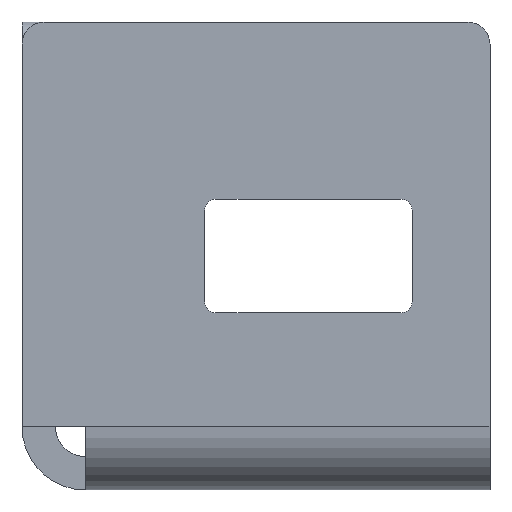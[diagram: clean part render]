
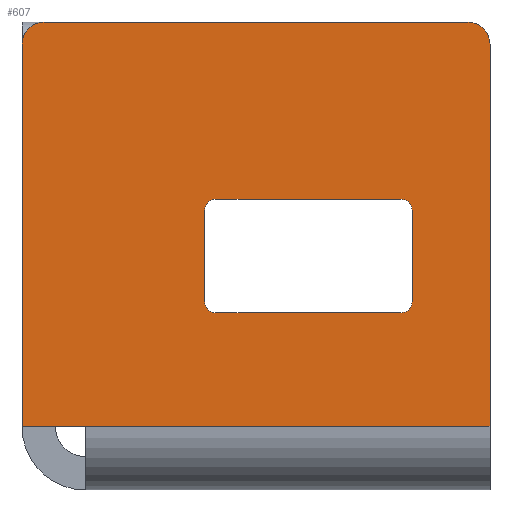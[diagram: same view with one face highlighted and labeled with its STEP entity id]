
A CAD part, front view. The second image highlights one B-rep face of the part: STEP entity #607.
In plain terms, the highlighted planar face has unit normal (0, -1, 0).
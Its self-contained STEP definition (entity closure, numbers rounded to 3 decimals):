
#4 = FACE_OUTER_BOUND ( 'NONE', #79, .T. ) ;
#9 = DIRECTION ( 'NONE',  ( 0., 0., 1. ) ) ;
#73 = CARTESIAN_POINT ( 'NONE',  ( 16.4, 0., 22.1 ) ) ;
#75 = AXIS2_PLACEMENT_3D ( 'NONE', #814, #1446, #654 ) ;
#79 = EDGE_LOOP ( 'NONE', ( #1403, #445, #278, #772, #1157, #273, #211 ) ) ;
#97 = LINE ( 'NONE', #1259, #399 ) ;
#113 = CIRCLE ( 'NONE', #927, 1. ) ;
#179 = CARTESIAN_POINT ( 'NONE',  ( 2., 0., 37. ) ) ;
#190 = DIRECTION ( 'NONE',  ( 1., 0., 0. ) ) ;
#197 = VERTEX_POINT ( 'NONE', #586 ) ;
#200 = VERTEX_POINT ( 'NONE', #292 ) ;
#201 = LINE ( 'NONE', #248, #526 ) ;
#207 = VERTEX_POINT ( 'NONE', #1274 ) ;
#211 = ORIENTED_EDGE ( 'NONE', *, *, #770, .T. ) ;
#218 = EDGE_CURVE ( 'NONE', #645, #1369, #97, .T. ) ;
#224 = ORIENTED_EDGE ( 'NONE', *, *, #1238, .T. ) ;
#233 = PLANE ( 'NONE',  #1043 ) ;
#248 = CARTESIAN_POINT ( 'NONE',  ( 0., 0., 2.7 ) ) ;
#254 = LINE ( 'NONE', #1063, #516 ) ;
#258 = ORIENTED_EDGE ( 'NONE', *, *, #218, .T. ) ;
#270 = CARTESIAN_POINT ( 'NONE',  ( 34., 0., 12.9 ) ) ;
#273 = ORIENTED_EDGE ( 'NONE', *, *, #294, .T. ) ;
#278 = ORIENTED_EDGE ( 'NONE', *, *, #1221, .T. ) ;
#292 = CARTESIAN_POINT ( 'NONE',  ( 42., 0., 37. ) ) ;
#294 = EDGE_CURVE ( 'NONE', #197, #200, #658, .T. ) ;
#310 = DIRECTION ( 'NONE',  ( 1., 0., 0. ) ) ;
#343 = EDGE_CURVE ( 'NONE', #901, #1265, #885, .T. ) ;
#352 = CARTESIAN_POINT ( 'NONE',  ( 40., 0., 37. ) ) ;
#368 = DIRECTION ( 'NONE',  ( 0., 1., 0. ) ) ;
#377 = DIRECTION ( 'NONE',  ( 0., 1., 0. ) ) ;
#399 = VECTOR ( 'NONE', #190, 1000. ) ;
#410 = VERTEX_POINT ( 'NONE', #947 ) ;
#424 = CARTESIAN_POINT ( 'NONE',  ( 0., 0., 37. ) ) ;
#427 = VERTEX_POINT ( 'NONE', #524 ) ;
#429 = CARTESIAN_POINT ( 'NONE',  ( 16.4, 0., 13.9 ) ) ;
#439 = VERTEX_POINT ( 'NONE', #1248 ) ;
#445 = ORIENTED_EDGE ( 'NONE', *, *, #1196, .T. ) ;
#456 = VERTEX_POINT ( 'NONE', #1398 ) ;
#457 = CARTESIAN_POINT ( 'NONE',  ( 42., 0., 2.7 ) ) ;
#489 = EDGE_CURVE ( 'NONE', #1369, #427, #1046, .T. ) ;
#493 = ORIENTED_EDGE ( 'NONE', *, *, #489, .T. ) ;
#505 = ORIENTED_EDGE ( 'NONE', *, *, #343, .T. ) ;
#516 = VECTOR ( 'NONE', #620, 1000. ) ;
#520 = ORIENTED_EDGE ( 'NONE', *, *, #1048, .T. ) ;
#524 = CARTESIAN_POINT ( 'NONE',  ( 35., 0., 22.1 ) ) ;
#526 = VECTOR ( 'NONE', #1441, 1000. ) ;
#534 = EDGE_CURVE ( 'NONE', #1265, #645, #709, .T. ) ;
#539 = ORIENTED_EDGE ( 'NONE', *, *, #1086, .T. ) ;
#558 = DIRECTION ( 'NONE',  ( 0., 0., 1. ) ) ;
#582 = VECTOR ( 'NONE', #310, 1000. ) ;
#586 = CARTESIAN_POINT ( 'NONE',  ( 42., 0., 2.7 ) ) ;
#606 = CARTESIAN_POINT ( 'NONE',  ( 5.7, 0., 2.7 ) ) ;
#607 = ADVANCED_FACE ( 'NONE', ( #1012, #4 ), #233, .F. ) ;
#620 = DIRECTION ( 'NONE',  ( 0., 0., -1. ) ) ;
#621 = LINE ( 'NONE', #457, #582 ) ;
#627 = DIRECTION ( 'NONE',  ( 0., 1., 0. ) ) ;
#635 = CIRCLE ( 'NONE', #1077, 1. ) ;
#637 = CARTESIAN_POINT ( 'NONE',  ( 16.4, 0., 13.9 ) ) ;
#645 = VERTEX_POINT ( 'NONE', #1107 ) ;
#647 = CARTESIAN_POINT ( 'NONE',  ( 0., 0., 39. ) ) ;
#654 = DIRECTION ( 'NONE',  ( 0., 0., 1. ) ) ;
#657 = ORIENTED_EDGE ( 'NONE', *, *, #534, .T. ) ;
#658 = LINE ( 'NONE', #1093, #964 ) ;
#686 = CARTESIAN_POINT ( 'NONE',  ( 17.4, 0., 12.9 ) ) ;
#706 = EDGE_CURVE ( 'NONE', #197, #1162, #201, .T. ) ;
#709 = CIRCLE ( 'NONE', #75, 1. ) ;
#713 = ORIENTED_EDGE ( 'NONE', *, *, #730, .T. ) ;
#721 = DIRECTION ( 'NONE',  ( 0., 0., 1. ) ) ;
#723 = DIRECTION ( 'NONE',  ( 0., 0., -1. ) ) ;
#730 = EDGE_CURVE ( 'NONE', #1147, #456, #1354, .T. ) ;
#744 = VECTOR ( 'NONE', #1365, 1000. ) ;
#770 = EDGE_CURVE ( 'NONE', #200, #439, #1287, .T. ) ;
#772 = ORIENTED_EDGE ( 'NONE', *, *, #862, .T. ) ;
#802 = LINE ( 'NONE', #1312, #839 ) ;
#805 = DIRECTION ( 'NONE',  ( 0., 0., -1. ) ) ;
#814 = CARTESIAN_POINT ( 'NONE',  ( 17.4, 0., 22.1 ) ) ;
#831 = DIRECTION ( 'NONE',  ( 0., -1., 0. ) ) ;
#839 = VECTOR ( 'NONE', #723, 1000. ) ;
#841 = CARTESIAN_POINT ( 'NONE',  ( 0., 0., 2.7 ) ) ;
#862 = EDGE_CURVE ( 'NONE', #1315, #1162, #621, .T. ) ;
#866 = EDGE_LOOP ( 'NONE', ( #258, #493, #224, #520, #713, #539, #505, #657 ) ) ;
#885 = LINE ( 'NONE', #429, #1452 ) ;
#901 = VERTEX_POINT ( 'NONE', #637 ) ;
#906 = AXIS2_PLACEMENT_3D ( 'NONE', #1031, #368, #1142 ) ;
#927 = AXIS2_PLACEMENT_3D ( 'NONE', #1198, #627, #1070 ) ;
#947 = CARTESIAN_POINT ( 'NONE',  ( 35., 0., 13.9 ) ) ;
#959 = AXIS2_PLACEMENT_3D ( 'NONE', #352, #1251, #993 ) ;
#964 = VECTOR ( 'NONE', #9, 1000. ) ;
#993 = DIRECTION ( 'NONE',  ( 0., 0., 1. ) ) ;
#1012 = FACE_BOUND ( 'NONE', #866, .T. ) ;
#1031 = CARTESIAN_POINT ( 'NONE',  ( 34., 0., 22.1 ) ) ;
#1032 = DIRECTION ( 'NONE',  ( 0., 0., 1. ) ) ;
#1043 = AXIS2_PLACEMENT_3D ( 'NONE', #1458, #1343, #558 ) ;
#1046 = CIRCLE ( 'NONE', #906, 1. ) ;
#1048 = EDGE_CURVE ( 'NONE', #410, #1147, #113, .T. ) ;
#1057 = VECTOR ( 'NONE', #1267, 1000. ) ;
#1063 = CARTESIAN_POINT ( 'NONE',  ( 0., 0., 0. ) ) ;
#1070 = DIRECTION ( 'NONE',  ( 0., 0., -1. ) ) ;
#1077 = AXIS2_PLACEMENT_3D ( 'NONE', #1146, #377, #805 ) ;
#1086 = EDGE_CURVE ( 'NONE', #456, #901, #635, .T. ) ;
#1093 = CARTESIAN_POINT ( 'NONE',  ( 42., 0., 0. ) ) ;
#1107 = CARTESIAN_POINT ( 'NONE',  ( 17.4, 0., 23.1 ) ) ;
#1141 = CIRCLE ( 'NONE', #1202, 2. ) ;
#1142 = DIRECTION ( 'NONE',  ( 0., 0., -1. ) ) ;
#1146 = CARTESIAN_POINT ( 'NONE',  ( 17.4, 0., 13.9 ) ) ;
#1147 = VERTEX_POINT ( 'NONE', #270 ) ;
#1157 = ORIENTED_EDGE ( 'NONE', *, *, #706, .F. ) ;
#1162 = VERTEX_POINT ( 'NONE', #606 ) ;
#1196 = EDGE_CURVE ( 'NONE', #207, #1368, #1141, .T. ) ;
#1198 = CARTESIAN_POINT ( 'NONE',  ( 34., 0., 13.9 ) ) ;
#1202 = AXIS2_PLACEMENT_3D ( 'NONE', #179, #831, #721 ) ;
#1221 = EDGE_CURVE ( 'NONE', #1368, #1315, #254, .T. ) ;
#1238 = EDGE_CURVE ( 'NONE', #427, #410, #802, .T. ) ;
#1248 = CARTESIAN_POINT ( 'NONE',  ( 40., 0., 39. ) ) ;
#1251 = DIRECTION ( 'NONE',  ( 0., -1., 0. ) ) ;
#1259 = CARTESIAN_POINT ( 'NONE',  ( 17.4, 0., 23.1 ) ) ;
#1265 = VERTEX_POINT ( 'NONE', #73 ) ;
#1267 = DIRECTION ( 'NONE',  ( -1., 0., 0. ) ) ;
#1274 = CARTESIAN_POINT ( 'NONE',  ( 2., 0., 39. ) ) ;
#1287 = CIRCLE ( 'NONE', #959, 2. ) ;
#1312 = CARTESIAN_POINT ( 'NONE',  ( 35., 0., 13.9 ) ) ;
#1315 = VERTEX_POINT ( 'NONE', #841 ) ;
#1343 = DIRECTION ( 'NONE',  ( 0., 1., 0. ) ) ;
#1354 = LINE ( 'NONE', #686, #744 ) ;
#1365 = DIRECTION ( 'NONE',  ( -1., 0., 0. ) ) ;
#1368 = VERTEX_POINT ( 'NONE', #424 ) ;
#1369 = VERTEX_POINT ( 'NONE', #1406 ) ;
#1394 = LINE ( 'NONE', #647, #1057 ) ;
#1398 = CARTESIAN_POINT ( 'NONE',  ( 17.4, 0., 12.9 ) ) ;
#1403 = ORIENTED_EDGE ( 'NONE', *, *, #1454, .T. ) ;
#1406 = CARTESIAN_POINT ( 'NONE',  ( 34., 0., 23.1 ) ) ;
#1441 = DIRECTION ( 'NONE',  ( -1., 0., 0. ) ) ;
#1446 = DIRECTION ( 'NONE',  ( 0., 1., 0. ) ) ;
#1452 = VECTOR ( 'NONE', #1032, 1000. ) ;
#1454 = EDGE_CURVE ( 'NONE', #439, #207, #1394, .T. ) ;
#1458 = CARTESIAN_POINT ( 'NONE',  ( 0., 0., 0. ) ) ;
